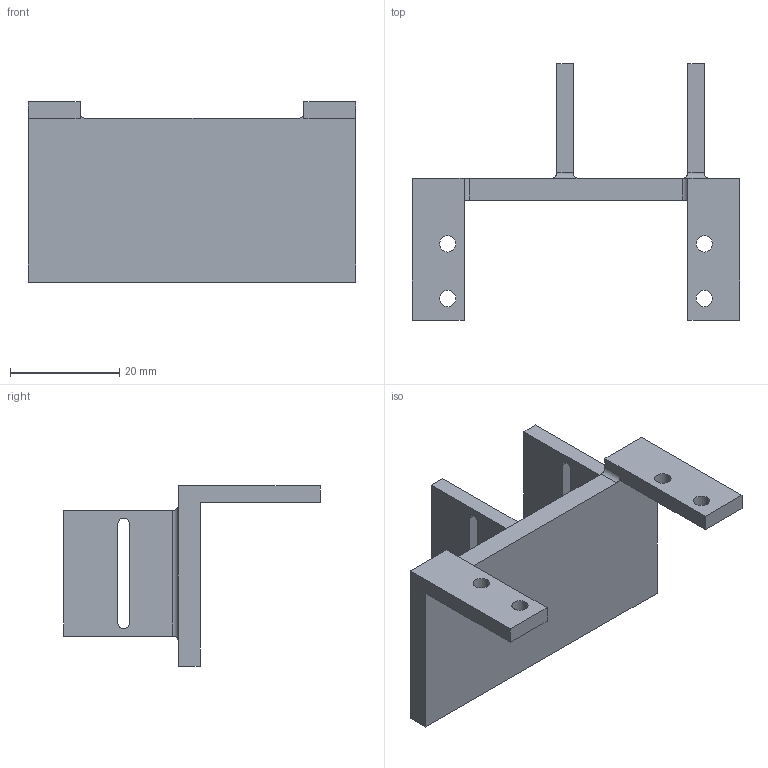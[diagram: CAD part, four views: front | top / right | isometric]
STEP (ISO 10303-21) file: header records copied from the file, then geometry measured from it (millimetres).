
FILE_DESCRIPTION (( 'STEP AP214' ), '1' );
FILE_NAME ('Camear_Mount.STEP', '2024-04-02T11:23:58', ( '' ), ( '' ), 'SwSTEP 2.0', 'SolidWorks 2023', '' );
FILE_SCHEMA (( 'AUTOMOTIVE_DESIGN' ));
Length unit declared in the file: millimetre
Products named in the file (1): Camear_Mount
Bounding box: 60 x 47 x 33 mm (x, y, z)
Volume: 11259.6 mm3; surface area: 7860.3 mm2
Topology: 1 solids, 1 shells, 52 faces, 136 edges, 88 vertices
Faces by surface type: plane 28, cylinder 24
Entity records: 1635 total; most frequent: CARTESIAN_POINT 301, ORIENTED_EDGE 272, DIRECTION 266, EDGE_CURVE 136, LINE 96, VECTOR 96, VERTEX_POINT 88, AXIS2_PLACEMENT_3D 85
